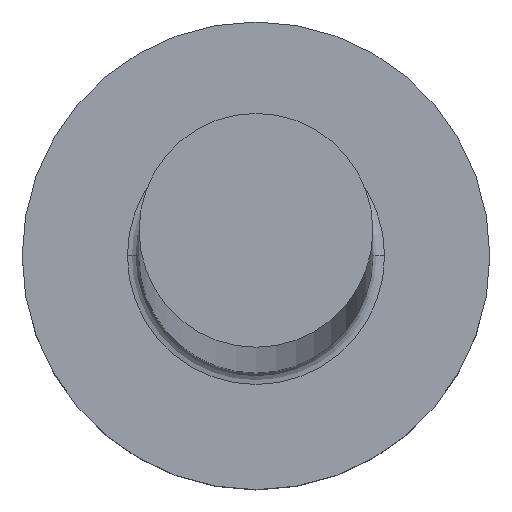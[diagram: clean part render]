
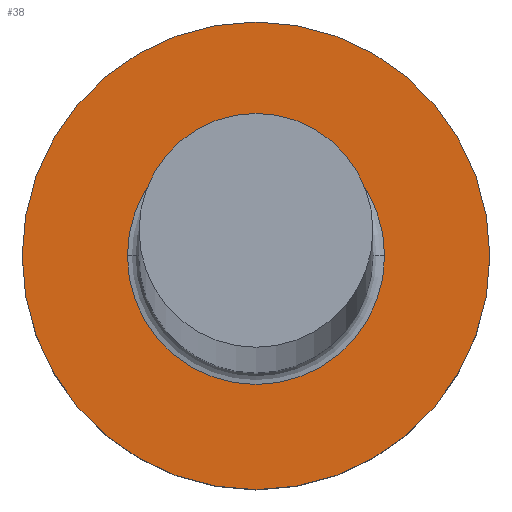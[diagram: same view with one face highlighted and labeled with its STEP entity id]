
A CAD part, top view. The second image highlights one B-rep face of the part: STEP entity #38.
In plain terms, the highlighted planar face has unit normal (0, 0, 1).
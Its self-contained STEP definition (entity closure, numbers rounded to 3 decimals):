
#1 = VERTEX_POINT ( 'NONE', #31 ) ;
#21 = DIRECTION ( 'NONE',  ( 0., 0., -1. ) ) ;
#23 = DIRECTION ( 'NONE',  ( 1., 0., 0. ) ) ;
#26 = VERTEX_POINT ( 'NONE', #147 ) ;
#31 = CARTESIAN_POINT ( 'NONE',  ( -4., 0., 3. ) ) ;
#38 = ADVANCED_FACE ( 'NONE', ( #116, #287 ), #51, .T. ) ;
#47 = DIRECTION ( 'NONE',  ( 0., 0., 1. ) ) ;
#51 = PLANE ( 'NONE',  #166 ) ;
#62 = EDGE_CURVE ( 'NONE', #26, #244, #102, .T. ) ;
#74 = EDGE_LOOP ( 'NONE', ( #99, #236 ) ) ;
#78 = CARTESIAN_POINT ( 'NONE',  ( 4., 0., 3. ) ) ;
#87 = CARTESIAN_POINT ( 'NONE',  ( 0., 0., 3. ) ) ;
#88 = DIRECTION ( 'NONE',  ( 1., 0., 0. ) ) ;
#99 = ORIENTED_EDGE ( 'NONE', *, *, #145, .T. ) ;
#102 = CIRCLE ( 'NONE', #300, 2.2 ) ;
#108 = DIRECTION ( 'NONE',  ( 1., 0., 0. ) ) ;
#112 = DIRECTION ( 'NONE',  ( 0., 0., -1. ) ) ;
#113 = CIRCLE ( 'NONE', #290, 4. ) ;
#115 = DIRECTION ( 'NONE',  ( 0., 0., 1. ) ) ;
#116 = FACE_BOUND ( 'NONE', #148, .T. ) ;
#139 = AXIS2_PLACEMENT_3D ( 'NONE', #87, #115, #108 ) ;
#141 = DIRECTION ( 'NONE',  ( 1., 0., 0. ) ) ;
#145 = EDGE_CURVE ( 'NONE', #1, #239, #188, .T. ) ;
#147 = CARTESIAN_POINT ( 'NONE',  ( -2.2, 0., 3. ) ) ;
#148 = EDGE_LOOP ( 'NONE', ( #217, #235 ) ) ;
#164 = CARTESIAN_POINT ( 'NONE',  ( 0., 0., 3. ) ) ;
#166 = AXIS2_PLACEMENT_3D ( 'NONE', #191, #306, #141 ) ;
#167 = CARTESIAN_POINT ( 'NONE',  ( 0., 0., 3. ) ) ;
#168 = CARTESIAN_POINT ( 'NONE',  ( 0., 0., 3. ) ) ;
#188 = CIRCLE ( 'NONE', #139, 4. ) ;
#191 = CARTESIAN_POINT ( 'NONE',  ( 0., 0., 3. ) ) ;
#192 = EDGE_CURVE ( 'NONE', #239, #1, #113, .T. ) ;
#199 = EDGE_CURVE ( 'NONE', #244, #26, #262, .T. ) ;
#206 = CARTESIAN_POINT ( 'NONE',  ( 2.2, 0., 3. ) ) ;
#210 = DIRECTION ( 'NONE',  ( 1., 0., 0. ) ) ;
#217 = ORIENTED_EDGE ( 'NONE', *, *, #199, .T. ) ;
#223 = AXIS2_PLACEMENT_3D ( 'NONE', #164, #112, #88 ) ;
#235 = ORIENTED_EDGE ( 'NONE', *, *, #62, .T. ) ;
#236 = ORIENTED_EDGE ( 'NONE', *, *, #192, .T. ) ;
#239 = VERTEX_POINT ( 'NONE', #78 ) ;
#244 = VERTEX_POINT ( 'NONE', #206 ) ;
#262 = CIRCLE ( 'NONE', #223, 2.2 ) ;
#287 = FACE_OUTER_BOUND ( 'NONE', #74, .T. ) ;
#290 = AXIS2_PLACEMENT_3D ( 'NONE', #168, #47, #23 ) ;
#300 = AXIS2_PLACEMENT_3D ( 'NONE', #167, #21, #210 ) ;
#306 = DIRECTION ( 'NONE',  ( 0., 0., 1. ) ) ;
